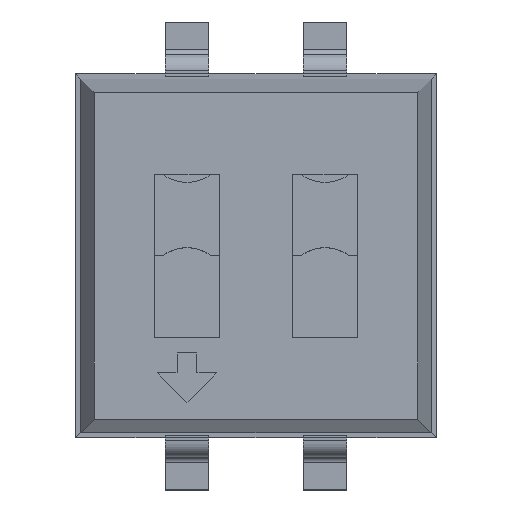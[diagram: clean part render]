
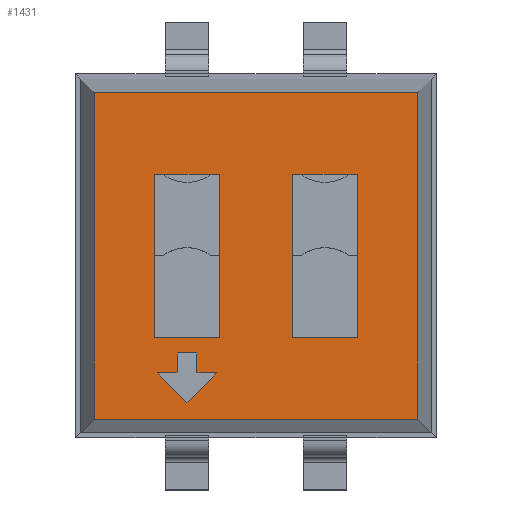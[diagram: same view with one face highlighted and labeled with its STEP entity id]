
A CAD part, top view. The second image highlights one B-rep face of the part: STEP entity #1431.
In plain terms, the highlighted planar face has unit normal (0, 0, 1).
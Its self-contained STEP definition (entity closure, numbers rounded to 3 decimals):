
#27=VECTOR('',#28,1.);
#28=DIRECTION('',(-1.,0.,0.));
#34=VECTOR('',#35,1.);
#35=DIRECTION('',(0.,-1.,0.));
#41=VECTOR('',#42,1.);
#42=DIRECTION('',(1.,0.,0.));
#46=VECTOR('',#47,1.);
#47=DIRECTION('',(0.,1.,0.));
#50=DIRECTION('',(0.,0.,-1.));
#1000=VERTEX_POINT('',#1001);
#1001=CARTESIAN_POINT('',(-2.976,3.006,2.6));
#1003=ORIENTED_EDGE('',*,*,#1004,.F.);
#1004=EDGE_CURVE('',#1005,#1000,#1007,.T.);
#1005=VERTEX_POINT('',#1006);
#1006=CARTESIAN_POINT('',(2.976,3.006,2.6));
#1007=LINE('',#1006,#27);
#1208=VERTEX_POINT('',#1209);
#1209=CARTESIAN_POINT('',(-2.976,-3.006,2.6));
#1211=ORIENTED_EDGE('',*,*,#1212,.F.);
#1212=EDGE_CURVE('',#1000,#1208,#1213,.T.);
#1213=LINE('',#1001,#34);
#1222=VERTEX_POINT('',#1223);
#1223=CARTESIAN_POINT('',(2.976,-3.006,2.6));
#1225=ORIENTED_EDGE('',*,*,#1226,.F.);
#1226=EDGE_CURVE('',#1208,#1222,#1227,.T.);
#1227=LINE('',#1209,#41);
#1426=ORIENTED_EDGE('',*,*,#1427,.F.);
#1427=EDGE_CURVE('',#1222,#1005,#1428,.T.);
#1428=LINE('',#1223,#46);
#1431=ADVANCED_FACE('',(#1432,#1434,#1479,#1517),#1555,.F.);
#1432=FACE_BOUND('',#1433,.F.);
#1433=EDGE_LOOP('',(#1003,#1426,#1225,#1211));
#1434=FACE_BOUND('',#1435,.F.);
#1435=EDGE_LOOP('',(#1436,#1445,#1452,#1459,#1464,#1471,#1476));
#1436=ORIENTED_EDGE('',*,*,#1437,.T.);
#1437=EDGE_CURVE('',#1438,#1440,#1442,.T.);
#1438=VERTEX_POINT('',#1439);
#1439=CARTESIAN_POINT('',(-1.82,-2.156,2.6));
#1440=VERTEX_POINT('',#1441);
#1441=CARTESIAN_POINT('',(-1.27,-2.706,2.6));
#1442=LINE('',#1439,#1443);
#1443=VECTOR('',#1444,1.);
#1444=DIRECTION('',(0.707,-0.707,0.));
#1445=ORIENTED_EDGE('',*,*,#1446,.T.);
#1446=EDGE_CURVE('',#1440,#1447,#1449,.T.);
#1447=VERTEX_POINT('',#1448);
#1448=CARTESIAN_POINT('',(-0.72,-2.156,2.6));
#1449=LINE('',#1441,#1450);
#1450=VECTOR('',#1451,1.);
#1451=DIRECTION('',(0.707,0.707,0.));
#1452=ORIENTED_EDGE('',*,*,#1453,.T.);
#1453=EDGE_CURVE('',#1447,#1454,#1456,.T.);
#1454=VERTEX_POINT('',#1455);
#1455=CARTESIAN_POINT('',(-1.087,-2.156,2.6));
#1456=LINE('',#1448,#1457);
#1457=VECTOR('',#1458,1.);
#1458=DIRECTION('',(-1.,0.,0.));
#1459=ORIENTED_EDGE('',*,*,#1460,.T.);
#1460=EDGE_CURVE('',#1454,#1461,#1463,.T.);
#1461=VERTEX_POINT('',#1462);
#1462=CARTESIAN_POINT('',(-1.087,-1.789,2.6));
#1463=LINE('',#1455,#46);
#1464=ORIENTED_EDGE('',*,*,#1465,.T.);
#1465=EDGE_CURVE('',#1461,#1466,#1468,.T.);
#1466=VERTEX_POINT('',#1467);
#1467=CARTESIAN_POINT('',(-1.453,-1.789,2.6));
#1468=LINE('',#1462,#1469);
#1469=VECTOR('',#1470,1.);
#1470=DIRECTION('',(-1.,0.,0.));
#1471=ORIENTED_EDGE('',*,*,#1472,.T.);
#1472=EDGE_CURVE('',#1466,#1473,#1475,.T.);
#1473=VERTEX_POINT('',#1474);
#1474=CARTESIAN_POINT('',(-1.453,-2.156,2.6));
#1475=LINE('',#1467,#34);
#1476=ORIENTED_EDGE('',*,*,#1477,.T.);
#1477=EDGE_CURVE('',#1473,#1438,#1478,.T.);
#1478=LINE('',#1474,#1457);
#1479=FACE_BOUND('',#1480,.F.);
#1480=EDGE_LOOP('',(#1481,#1488,#1493,#1497,#1502,#1506,#1510,#1515));
#1481=ORIENTED_EDGE('',*,*,#1482,.T.);
#1482=EDGE_CURVE('',#1483,#1485,#1487,.T.);
#1483=VERTEX_POINT('',#1484);
#1484=CARTESIAN_POINT('',(-1.87,-1.5,2.6));
#1485=VERTEX_POINT('',#1486);
#1486=CARTESIAN_POINT('',(-0.67,-1.5,2.6));
#1487=LINE('',#1484,#41);
#1488=ORIENTED_EDGE('',*,*,#1489,.T.);
#1489=EDGE_CURVE('',#1485,#1490,#1492,.T.);
#1490=VERTEX_POINT('',#1491);
#1491=CARTESIAN_POINT('',(-0.67,0.,2.6));
#1492=LINE('',#1486,#46);
#1493=ORIENTED_EDGE('',*,*,#1494,.T.);
#1494=EDGE_CURVE('',#1490,#1495,#1492,.T.);
#1495=VERTEX_POINT('',#1496);
#1496=CARTESIAN_POINT('',(-0.67,1.5,2.6));
#1497=ORIENTED_EDGE('',*,*,#1498,.T.);
#1498=EDGE_CURVE('',#1495,#1499,#1501,.T.);
#1499=VERTEX_POINT('',#1500);
#1500=CARTESIAN_POINT('',(-0.82,1.5,2.6));
#1501=LINE('',#1496,#27);
#1502=ORIENTED_EDGE('',*,*,#1503,.T.);
#1503=EDGE_CURVE('',#1499,#1504,#1501,.T.);
#1504=VERTEX_POINT('',#1505);
#1505=CARTESIAN_POINT('',(-1.72,1.5,2.6));
#1506=ORIENTED_EDGE('',*,*,#1507,.T.);
#1507=EDGE_CURVE('',#1504,#1508,#1501,.T.);
#1508=VERTEX_POINT('',#1509);
#1509=CARTESIAN_POINT('',(-1.87,1.5,2.6));
#1510=ORIENTED_EDGE('',*,*,#1511,.T.);
#1511=EDGE_CURVE('',#1508,#1512,#1514,.T.);
#1512=VERTEX_POINT('',#1513);
#1513=CARTESIAN_POINT('',(-1.87,0.,2.6));
#1514=LINE('',#1509,#34);
#1515=ORIENTED_EDGE('',*,*,#1516,.T.);
#1516=EDGE_CURVE('',#1512,#1483,#1514,.T.);
#1517=FACE_BOUND('',#1518,.F.);
#1518=EDGE_LOOP('',(#1519,#1526,#1530,#1535,#1539,#1543,#1548,#1552));
#1519=ORIENTED_EDGE('',*,*,#1520,.T.);
#1520=EDGE_CURVE('',#1521,#1523,#1525,.T.);
#1521=VERTEX_POINT('',#1522);
#1522=CARTESIAN_POINT('',(1.87,-1.5,2.6));
#1523=VERTEX_POINT('',#1524);
#1524=CARTESIAN_POINT('',(1.87,0.,2.6));
#1525=LINE('',#1522,#46);
#1526=ORIENTED_EDGE('',*,*,#1527,.T.);
#1527=EDGE_CURVE('',#1523,#1528,#1525,.T.);
#1528=VERTEX_POINT('',#1529);
#1529=CARTESIAN_POINT('',(1.87,1.5,2.6));
#1530=ORIENTED_EDGE('',*,*,#1531,.T.);
#1531=EDGE_CURVE('',#1528,#1532,#1534,.T.);
#1532=VERTEX_POINT('',#1533);
#1533=CARTESIAN_POINT('',(1.72,1.5,2.6));
#1534=LINE('',#1529,#27);
#1535=ORIENTED_EDGE('',*,*,#1536,.T.);
#1536=EDGE_CURVE('',#1532,#1537,#1534,.T.);
#1537=VERTEX_POINT('',#1538);
#1538=CARTESIAN_POINT('',(0.82,1.5,2.6));
#1539=ORIENTED_EDGE('',*,*,#1540,.T.);
#1540=EDGE_CURVE('',#1537,#1541,#1534,.T.);
#1541=VERTEX_POINT('',#1542);
#1542=CARTESIAN_POINT('',(0.67,1.5,2.6));
#1543=ORIENTED_EDGE('',*,*,#1544,.T.);
#1544=EDGE_CURVE('',#1541,#1545,#1547,.T.);
#1545=VERTEX_POINT('',#1546);
#1546=CARTESIAN_POINT('',(0.67,0.,2.6));
#1547=LINE('',#1542,#34);
#1548=ORIENTED_EDGE('',*,*,#1549,.T.);
#1549=EDGE_CURVE('',#1545,#1550,#1547,.T.);
#1550=VERTEX_POINT('',#1551);
#1551=CARTESIAN_POINT('',(0.67,-1.5,2.6));
#1552=ORIENTED_EDGE('',*,*,#1553,.T.);
#1553=EDGE_CURVE('',#1550,#1521,#1554,.T.);
#1554=LINE('',#1551,#41);
#1555=PLANE('',#1556);
#1556=AXIS2_PLACEMENT_3D('',#1006,#50,#1557);
#1557=DIRECTION('',(-0.704,-0.711,0.));
